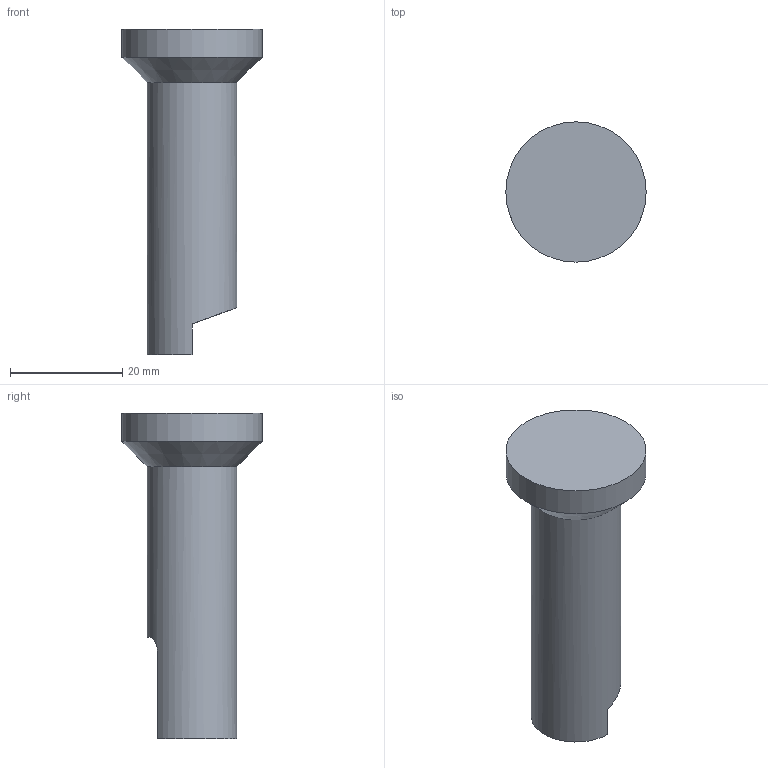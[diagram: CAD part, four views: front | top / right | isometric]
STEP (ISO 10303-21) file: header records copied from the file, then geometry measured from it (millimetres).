
FILE_DESCRIPTION(/* description */ (''),/* implementation_level */ '2;1');
FILE_NAME(/* name */ 'BAS25MH1660.stp',/* time_stamp */ '2017-10-23T16:42:19+05:00',/* author */ (''),/* organization */ (''),/* preprocessor_version */ 'ST-DEVELOPER v16',/* originating_system */ 'SIEMENS PLM Software NX 11.0',/* authorisation */ '');
FILE_SCHEMA (('AUTOMOTIVE_DESIGN { 1 0 10303 214 3 1 1 1 }'));
Length unit declared in the file: millimetre
Products named in the file (1): BAS25MH1660
Bounding box: 25 x 25 x 58 mm (x, y, z)
Volume: 12380.3 mm3; surface area: 3852.1 mm2
Topology: 1 solids, 1 shells, 16 faces, 42 edges, 28 vertices
Faces by surface type: plane 11, cylinder 4, cone 1
Full cylindrical faces by diameter (mm): 16 x1, 25 x1
Entity records: 540 total; most frequent: CARTESIAN_POINT 111, DIRECTION 83, ORIENTED_EDGE 72, EDGE_CURVE 36, AXIS2_PLACEMENT_3D 29, VERTEX_POINT 25, LINE 25, VECTOR 25
